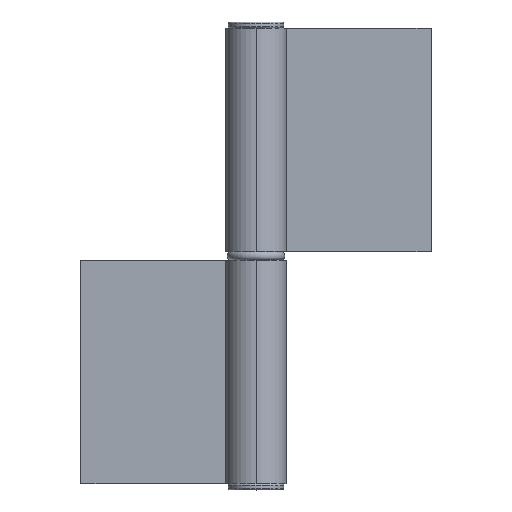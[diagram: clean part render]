
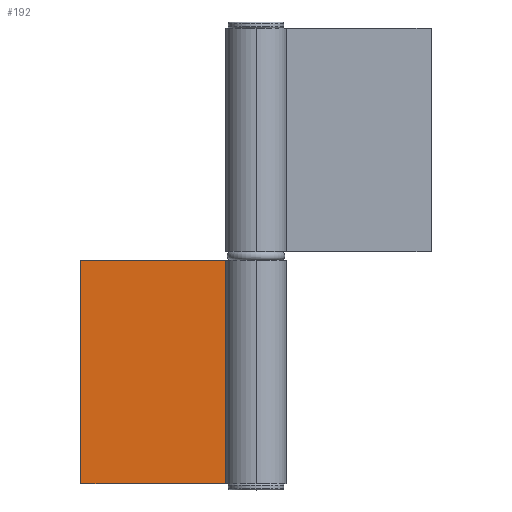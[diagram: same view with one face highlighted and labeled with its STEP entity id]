
A CAD part, top view. The second image highlights one B-rep face of the part: STEP entity #192.
In plain terms, the highlighted face is planar.
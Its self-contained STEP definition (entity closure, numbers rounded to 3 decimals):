
#94 = CARTESIAN_POINT ( 'NONE',  ( 8., 74., 6. ) ) ;
#101 = CARTESIAN_POINT ( 'NONE',  ( 58., 74., 6. ) ) ;
#131 = CARTESIAN_POINT ( 'NONE',  ( 8., 0., 6. ) ) ;
#132 = CARTESIAN_POINT ( 'NONE',  ( 58., 0., 6. ) ) ;
#179 = EDGE_CURVE ( 'NONE', #1286, #1287, #880, .T. ) ;
#192 = ADVANCED_FACE ( 'NONE', ( #1144 ), #841, .F. ) ;
#213 = EDGE_CURVE ( 'NONE', #1317, #1324, #1266, .T. ) ;
#251 = EDGE_CURVE ( 'NONE', #1324, #1287, #1222, .T. ) ;
#300 = EDGE_CURVE ( 'NONE', #1317, #1286, #536, .T. ) ;
#316 = EDGE_LOOP ( 'NONE', ( #1329, #1330, #1331, #1357 ) ) ;
#384 = VECTOR ( 'NONE', #566, 1000. ) ;
#408 = VECTOR ( 'NONE', #1220, 1000. ) ;
#443 = VECTOR ( 'NONE', #1226, 1000. ) ;
#536 = LINE ( 'NONE', #579, #384 ) ;
#566 = DIRECTION ( 'NONE',  ( 0., -1., 0. ) ) ;
#579 = CARTESIAN_POINT ( 'NONE',  ( 58., 74., 6. ) ) ;
#838 = DIRECTION ( 'NONE',  ( 1., 0., 0. ) ) ;
#839 = DIRECTION ( 'NONE',  ( 0., 0., 1. ) ) ;
#840 = CARTESIAN_POINT ( 'NONE',  ( 58., 74., 6. ) ) ;
#841 = PLANE ( 'NONE',  #1142 ) ;
#878 = DIRECTION ( 'NONE',  ( -1., 0., 0. ) ) ;
#879 = CARTESIAN_POINT ( 'NONE',  ( 58., 0., 6. ) ) ;
#880 = LINE ( 'NONE', #879, #1140 ) ;
#1140 = VECTOR ( 'NONE', #878, 1000. ) ;
#1142 = AXIS2_PLACEMENT_3D ( 'NONE', #840, #839, #838 ) ;
#1144 = FACE_OUTER_BOUND ( 'NONE', #316, .T. ) ;
#1220 = DIRECTION ( 'NONE',  ( 0., -1., 0. ) ) ;
#1221 = CARTESIAN_POINT ( 'NONE',  ( 8., 74., 6. ) ) ;
#1222 = LINE ( 'NONE', #1221, #408 ) ;
#1226 = DIRECTION ( 'NONE',  ( -1., 0., 0. ) ) ;
#1252 = CARTESIAN_POINT ( 'NONE',  ( 58., 74., 6. ) ) ;
#1266 = LINE ( 'NONE', #1252, #443 ) ;
#1286 = VERTEX_POINT ( 'NONE', #132 ) ;
#1287 = VERTEX_POINT ( 'NONE', #131 ) ;
#1317 = VERTEX_POINT ( 'NONE', #101 ) ;
#1324 = VERTEX_POINT ( 'NONE', #94 ) ;
#1329 = ORIENTED_EDGE ( 'NONE', *, *, #179, .T. ) ;
#1330 = ORIENTED_EDGE ( 'NONE', *, *, #251, .F. ) ;
#1331 = ORIENTED_EDGE ( 'NONE', *, *, #213, .F. ) ;
#1357 = ORIENTED_EDGE ( 'NONE', *, *, #300, .T. ) ;
